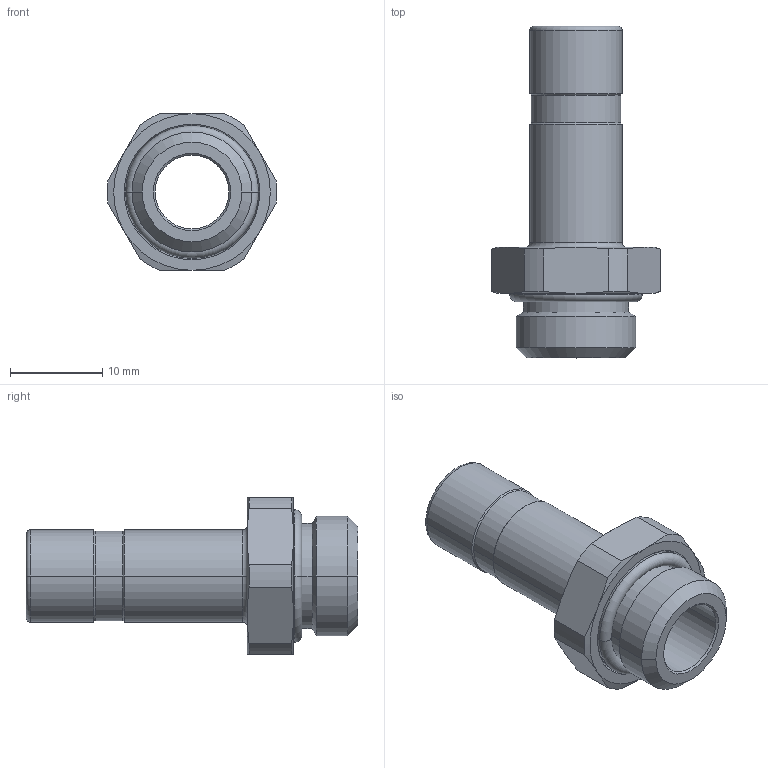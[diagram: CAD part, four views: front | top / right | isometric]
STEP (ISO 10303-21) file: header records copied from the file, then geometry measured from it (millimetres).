
FILE_DESCRIPTION((''),'2;1');
FILE_NAME('mxm.38.10.14',(''),('sopra-pneumatic'),'PRO/ENGINEER BY PARAMETRIC TECHNOLOGY CORPORATION, 2015110','PRO/ENGINEER BY PARAMETRIC TECHNOLOGY CORPORATION, 2015110','');
FILE_SCHEMA(('CONFIG_CONTROL_DESIGN'));
Length unit declared in the file: millimetre
Products named in the file (1): 383821B_908X4-10FF-1-4
Bounding box: 18.38 x 36 x 17 mm (x, y, z)
Volume: 2159.3 mm3; surface area: 2825.4 mm2
Topology: 2 solids, 2 shells, 65 faces, 140 edges, 80 vertices
Faces by surface type: cone 26, cylinder 18, plane 11, torus 10
Entity records: 1818 total; most frequent: CARTESIAN_POINT 355, DIRECTION 324, ORIENTED_EDGE 280, AXIS2_PLACEMENT_3D 143, EDGE_CURVE 140, VERTEX_POINT 80, CIRCLE 78, EDGE_LOOP 70
